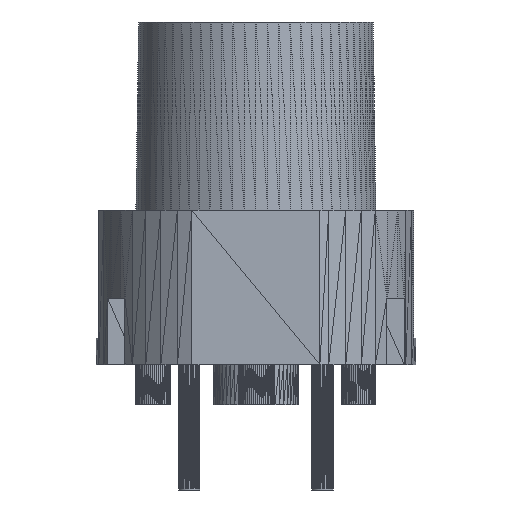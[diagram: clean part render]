
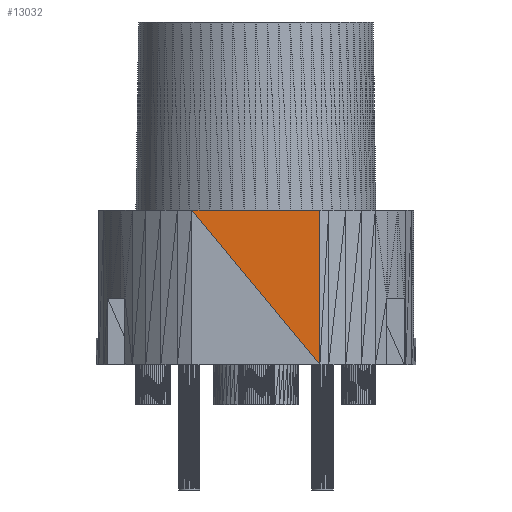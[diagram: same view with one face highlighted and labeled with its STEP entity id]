
A CAD part, front view. The second image highlights one B-rep face of the part: STEP entity #13032.
In plain terms, the highlighted planar face has unit normal (0, 1, 0).
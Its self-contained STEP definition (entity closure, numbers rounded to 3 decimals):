
#6870 = EDGE_CURVE('',#6871,#6873,#6875,.T.);
#6871 = VERTEX_POINT('',#6872);
#6872 = CARTESIAN_POINT('',(2397.92,-5500.,0.));
#6873 = VERTEX_POINT('',#6874);
#6874 = CARTESIAN_POINT('',(2397.92,-5500.,-5800.));
#6875 = LINE('',#6876,#6877);
#6876 = CARTESIAN_POINT('',(2397.92,-5500.,0.));
#6877 = VECTOR('',#6878,1.);
#6878 = DIRECTION('',(0.,0.,-1.));
#7064 = VERTEX_POINT('',#7065);
#7065 = CARTESIAN_POINT('',(-2397.92,-5500.,0.));
#12476 = EDGE_CURVE('',#7064,#6871,#12477,.T.);
#12477 = LINE('',#12478,#12479);
#12478 = CARTESIAN_POINT('',(-2397.92,-5500.,0.));
#12479 = VECTOR('',#12480,1.);
#12480 = DIRECTION('',(1.,0.,0.));
#13022 = EDGE_CURVE('',#6873,#7064,#13023,.T.);
#13023 = LINE('',#13024,#13025);
#13024 = CARTESIAN_POINT('',(2397.92,-5500.,-5800.));
#13025 = VECTOR('',#13026,1.);
#13026 = DIRECTION('',(-0.637,0.,0.771));
#13032 = ADVANCED_FACE('',(#13033),#13038,.T.);
#13033 = FACE_BOUND('',#13034,.F.);
#13034 = EDGE_LOOP('',(#13035,#13036,#13037));
#13035 = ORIENTED_EDGE('',*,*,#12476,.F.);
#13036 = ORIENTED_EDGE('',*,*,#13022,.F.);
#13037 = ORIENTED_EDGE('',*,*,#6870,.F.);
#13038 = PLANE('',#13039);
#13039 = AXIS2_PLACEMENT_3D('',#13040,#13041,#13042);
#13040 = CARTESIAN_POINT('',(2397.92,-5500.,0.));
#13041 = DIRECTION('',(0.,1.,0.));
#13042 = DIRECTION('',(0.,-0.,1.));
